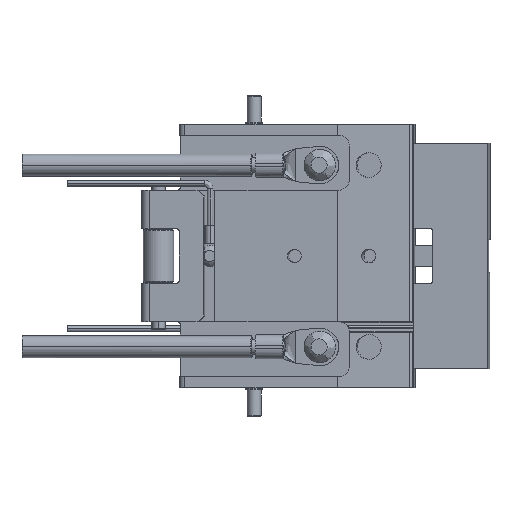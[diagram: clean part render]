
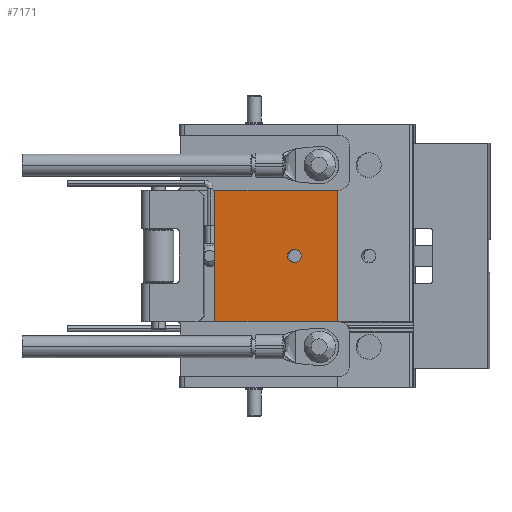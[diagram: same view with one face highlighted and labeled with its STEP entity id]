
A CAD part, front view. The second image highlights one B-rep face of the part: STEP entity #7171.
In plain terms, the highlighted planar face has unit normal (-0.087, -0.996, 0).
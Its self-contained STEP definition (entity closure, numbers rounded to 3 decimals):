
#252 = LINE ( 'NONE', #11514, #2529 ) ;
#290 = ORIENTED_EDGE ( 'NONE', *, *, #21149, .F. ) ;
#1932 = DIRECTION ( 'NONE',  ( -0.087, -0.996, 0. ) ) ;
#2083 = CARTESIAN_POINT ( 'NONE',  ( -20.591, -5.878, -23.95 ) ) ;
#2193 = DIRECTION ( 'NONE',  ( -0.996, 0.087, 0. ) ) ;
#2529 = VECTOR ( 'NONE', #9078, 1000. ) ;
#3221 = EDGE_CURVE ( 'NONE', #28219, #7311, #3620, .T. ) ;
#3396 = EDGE_CURVE ( 'NONE', #12702, #7968, #252, .T. ) ;
#3620 = CIRCLE ( 'NONE', #9340, 1.25 ) ;
#3788 = AXIS2_PLACEMENT_3D ( 'NONE', #2083, #28880, #2193 ) ;
#4552 = CARTESIAN_POINT ( 'NONE',  ( -7.142, -7.054, 11.95 ) ) ;
#4933 = ORIENTED_EDGE ( 'NONE', *, *, #18528, .T. ) ;
#5043 = VECTOR ( 'NONE', #21200, 1000. ) ;
#5083 = VECTOR ( 'NONE', #11574, 1000. ) ;
#5553 = VERTEX_POINT ( 'NONE', #5968 ) ;
#5968 = CARTESIAN_POINT ( 'NONE',  ( -7.142, -7.054, -11.95 ) ) ;
#7171 = ADVANCED_FACE ( 'NONE', ( #28695, #24141 ), #11809, .F. ) ;
#7311 = VERTEX_POINT ( 'NONE', #26960 ) ;
#7968 = VERTEX_POINT ( 'NONE', #16687 ) ;
#9078 = DIRECTION ( 'NONE',  ( 0.996, -0.087, 0. ) ) ;
#9118 = CARTESIAN_POINT ( 'NONE',  ( 7.303, -8.318, 0. ) ) ;
#9340 = AXIS2_PLACEMENT_3D ( 'NONE', #13390, #17855, #15570 ) ;
#10534 = AXIS2_PLACEMENT_3D ( 'NONE', #9118, #1932, #25994 ) ;
#11514 = CARTESIAN_POINT ( 'NONE',  ( -7.142, -7.054, 11.95 ) ) ;
#11574 = DIRECTION ( 'NONE',  ( 0., 0., 1. ) ) ;
#11756 = ORIENTED_EDGE ( 'NONE', *, *, #3221, .F. ) ;
#11809 = PLANE ( 'NONE',  #3788 ) ;
#12702 = VERTEX_POINT ( 'NONE', #4552 ) ;
#13281 = EDGE_CURVE ( 'NONE', #5553, #12702, #17781, .T. ) ;
#13390 = CARTESIAN_POINT ( 'NONE',  ( 7.303, -8.318, 0. ) ) ;
#13815 = CARTESIAN_POINT ( 'NONE',  ( 6.058, -8.209, 0. ) ) ;
#14172 = LINE ( 'NONE', #29844, #30282 ) ;
#15570 = DIRECTION ( 'NONE',  ( -0.996, 0.087, 0. ) ) ;
#15739 = EDGE_LOOP ( 'NONE', ( #18242, #20882, #4933, #18004 ) ) ;
#16687 = CARTESIAN_POINT ( 'NONE',  ( 15.097, -9., 11.95 ) ) ;
#17781 = LINE ( 'NONE', #28782, #5043 ) ;
#17855 = DIRECTION ( 'NONE',  ( -0.087, -0.996, 0. ) ) ;
#18004 = ORIENTED_EDGE ( 'NONE', *, *, #3396, .F. ) ;
#18242 = ORIENTED_EDGE ( 'NONE', *, *, #13281, .F. ) ;
#18528 = EDGE_CURVE ( 'NONE', #30199, #7968, #18966, .T. ) ;
#18966 = LINE ( 'NONE', #30431, #5083 ) ;
#20251 = DIRECTION ( 'NONE',  ( -0.996, 0.087, 0. ) ) ;
#20882 = ORIENTED_EDGE ( 'NONE', *, *, #26763, .F. ) ;
#21149 = EDGE_CURVE ( 'NONE', #7311, #28219, #25172, .T. ) ;
#21200 = DIRECTION ( 'NONE',  ( 0., 0., 1. ) ) ;
#24141 = FACE_BOUND ( 'NONE', #24290, .T. ) ;
#24290 = EDGE_LOOP ( 'NONE', ( #11756, #290 ) ) ;
#25172 = CIRCLE ( 'NONE', #10534, 1.25 ) ;
#25994 = DIRECTION ( 'NONE',  ( -0.996, 0.087, 0. ) ) ;
#26230 = CARTESIAN_POINT ( 'NONE',  ( 15.097, -9., -11.95 ) ) ;
#26763 = EDGE_CURVE ( 'NONE', #30199, #5553, #14172, .T. ) ;
#26960 = CARTESIAN_POINT ( 'NONE',  ( 8.548, -8.427, 0. ) ) ;
#28219 = VERTEX_POINT ( 'NONE', #13815 ) ;
#28695 = FACE_OUTER_BOUND ( 'NONE', #15739, .T. ) ;
#28782 = CARTESIAN_POINT ( 'NONE',  ( -7.142, -7.054, -23.95 ) ) ;
#28880 = DIRECTION ( 'NONE',  ( 0.087, 0.996, 0. ) ) ;
#29844 = CARTESIAN_POINT ( 'NONE',  ( 15.097, -9., -11.95 ) ) ;
#30199 = VERTEX_POINT ( 'NONE', #26230 ) ;
#30282 = VECTOR ( 'NONE', #20251, 1000. ) ;
#30431 = CARTESIAN_POINT ( 'NONE',  ( 15.097, -9., 50. ) ) ;
